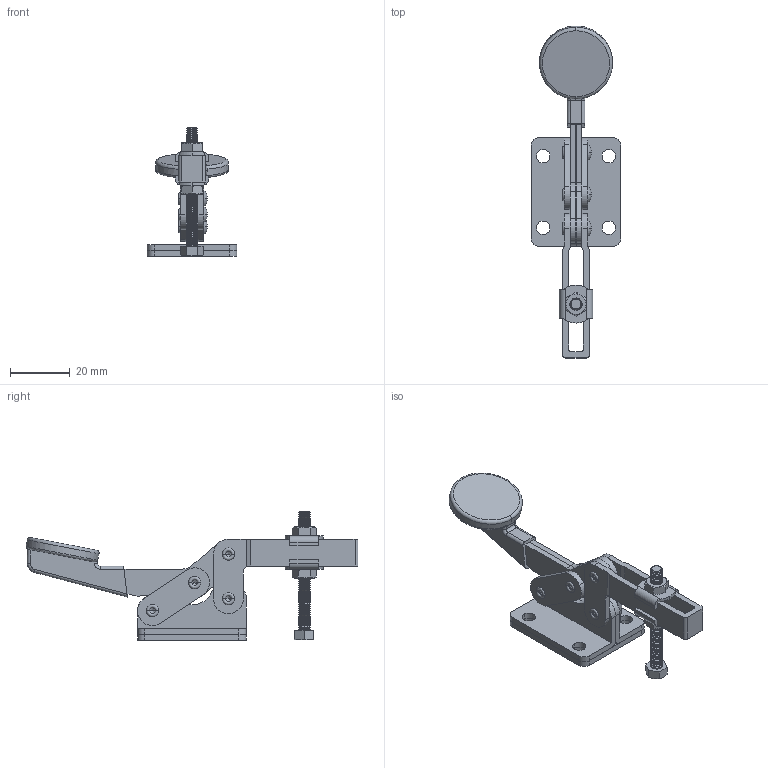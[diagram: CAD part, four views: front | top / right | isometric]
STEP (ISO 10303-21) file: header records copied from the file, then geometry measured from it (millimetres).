
FILE_DESCRIPTION(('STEP AP214'),'1');
FILE_NAME('GH-20300.stp','2013-09-05T08:55:14',('Stephen Green'),('BIB Design'),'Spatial InterOp 3D',' ',' ');
FILE_SCHEMA(('automotive_design'));
Length unit declared in the file: inch
Products named in the file (18): Part_2230; Part_2231; Part_2232; Part_2234; Part_2235; Part_2237; Part_2238; Part_2239; Part_2240; Part_2241; Part_2243; Part_2244; Part_2245; Part_2246; Part_12198; Part_14370; Part_14371; Part_14644
Bounding box: 30 x 111.43 x 43.29 mm (x, y, z)
Volume: 15067.3 mm3; surface area: 17212.1 mm2
Topology: 18 solids, 18 shells, 689 faces, 1864 edges, 1213 vertices
Faces by surface type: cylinder 258, cone 250, plane 131, torus 26, sphere 16, bspline 8
Entity records: 33994 total; most frequent: CARTESIAN_POINT 5346, DIRECTION 4035, ORIENTED_EDGE 3712, PRESENTATION_STYLE_ASSIGNMENT 1992, COLOUR_RGB 1992, EDGE_CURVE 1856, AXIS2_PLACEMENT_3D 1647, STYLED_ITEM 1635
